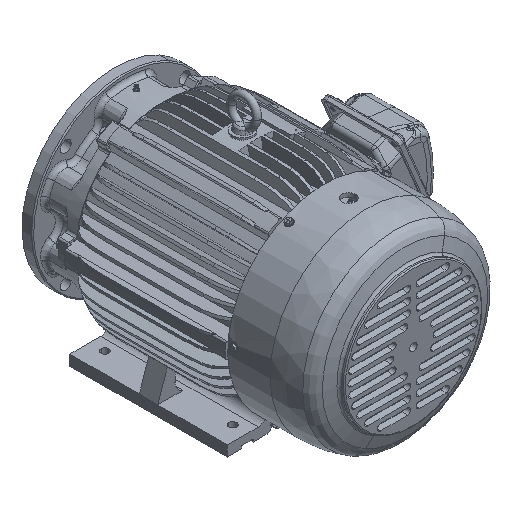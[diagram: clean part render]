
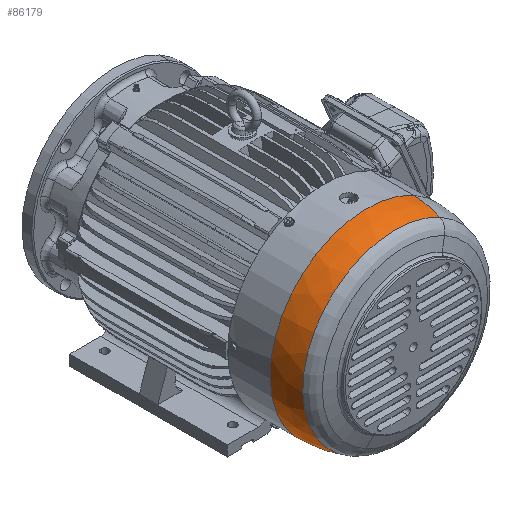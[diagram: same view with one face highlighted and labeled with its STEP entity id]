
A CAD part, isometric view. The second image highlights one B-rep face of the part: STEP entity #86179.
In plain terms, the highlighted spherical face has radius 182.75 mm.
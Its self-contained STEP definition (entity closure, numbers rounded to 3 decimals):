
#86092=CARTESIAN_POINT('Axis2P3D Location',(0.,-288.018,0.)) ;
#86096=CARTESIAN_POINT('Vertex',(-83.774,-288.018,-153.347)) ;
#86098=CARTESIAN_POINT('Vertex',(83.774,-288.018,153.347)) ;
#86149=CARTESIAN_POINT('Axis2P3D Location',(0.,-234.5,0.)) ;
#86154=CARTESIAN_POINT('Axis2P3D Location',(0.,-234.5,0.)) ;
#86158=CARTESIAN_POINT('Vertex',(-87.615,-234.5,-160.378)) ;
#86160=CARTESIAN_POINT('Vertex',(87.615,-234.5,160.378)) ;
#86163=CARTESIAN_POINT('Axis2P3D Location',(0.,-234.5,0.)) ;
#86168=CARTESIAN_POINT('Axis2P3D Location',(0.,-234.5,0.)) ;
#86093=DIRECTION('Axis2P3D Direction',(0.,1.,0.)) ;
#86150=DIRECTION('Axis2P3D Direction',(0.,1.,0.)) ;
#86151=DIRECTION('Axis2P3D XDirection',(0.479,0.,0.878)) ;
#86155=DIRECTION('Axis2P3D Direction',(0.,1.,0.)) ;
#86164=DIRECTION('Axis2P3D Direction',(0.878,0.,-0.479)) ;
#86169=DIRECTION('Axis2P3D Direction',(-0.878,0.,0.479)) ;
#86094=AXIS2_PLACEMENT_3D('Circle Axis2P3D',#86092,#86093,$) ;
#86152=AXIS2_PLACEMENT_3D('Sphere Axis2P3D',#86149,#86150,#86151) ;
#86156=AXIS2_PLACEMENT_3D('Circle Axis2P3D',#86154,#86155,$) ;
#86165=AXIS2_PLACEMENT_3D('Circle Axis2P3D',#86163,#86164,$) ;
#86170=AXIS2_PLACEMENT_3D('Circle Axis2P3D',#86168,#86169,$) ;
#86174=ORIENTED_EDGE('',*,*,#86162,.F.) ;
#86175=ORIENTED_EDGE('',*,*,#86167,.T.) ;
#86176=ORIENTED_EDGE('',*,*,#86100,.T.) ;
#86177=ORIENTED_EDGE('',*,*,#86172,.F.) ;
#86179=ADVANCED_FACE('31407C366.1',(#86178),#86153,.T.) ;
#86095=CIRCLE('generated circle',#86094,174.738) ;
#86157=CIRCLE('generated circle',#86156,182.75) ;
#86166=CIRCLE('generated circle',#86165,182.75) ;
#86171=CIRCLE('generated circle',#86170,182.75) ;
#86100=EDGE_CURVE('',#86097,#86099,#86095,.T.) ;
#86162=EDGE_CURVE('',#86159,#86161,#86157,.T.) ;
#86167=EDGE_CURVE('',#86159,#86097,#86166,.F.) ;
#86172=EDGE_CURVE('',#86161,#86099,#86171,.F.) ;
#86173=EDGE_LOOP('',(#86174,#86175,#86176,#86177)) ;
#86178=FACE_OUTER_BOUND('',#86173,.T.) ;
#86153=SPHERICAL_SURFACE('',#86152,182.75) ;
#86097=VERTEX_POINT('',#86096) ;
#86099=VERTEX_POINT('',#86098) ;
#86159=VERTEX_POINT('',#86158) ;
#86161=VERTEX_POINT('',#86160) ;
